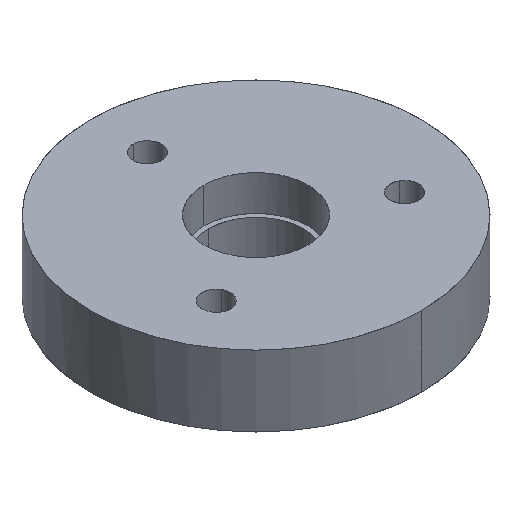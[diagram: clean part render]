
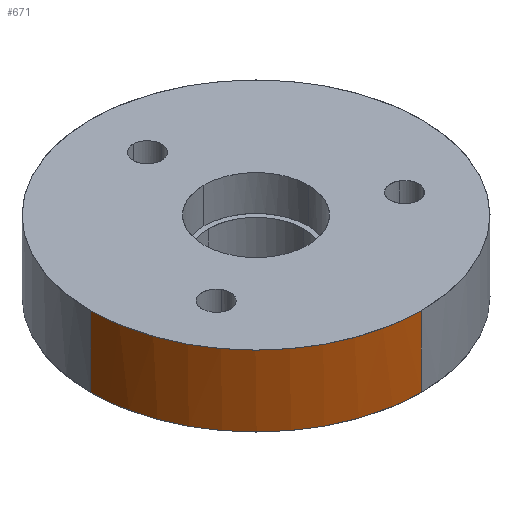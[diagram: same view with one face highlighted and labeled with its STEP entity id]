
A CAD part, isometric view. The second image highlights one B-rep face of the part: STEP entity #671.
In plain terms, the highlighted free-form (B-spline) face has degree [2, 1] with [3, 2] control points.
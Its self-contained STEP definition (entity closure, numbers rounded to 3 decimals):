
#632=(
BOUNDED_SURFACE()
B_SPLINE_SURFACE(2,1,((#633,#634),(#635,#636),(#637,#638)),.UNSPECIFIED.,.F.,.F.,.F.)
B_SPLINE_SURFACE_WITH_KNOTS((3,3),(2,2),(0.000,1.000),(0.000,1.000),.UNSPECIFIED.)
GEOMETRIC_REPRESENTATION_ITEM()
RATIONAL_B_SPLINE_SURFACE(((1.,1.),(0.707,0.707),(1.,1.)))
REPRESENTATION_ITEM('')
SURFACE()
);
#633=CARTESIAN_POINT('',(-35.,0.,0.));
#634=CARTESIAN_POINT('',(-35.,0.,15.));
#635=CARTESIAN_POINT('',(-35.,-35.,0.));
#636=CARTESIAN_POINT('',(-35.,-35.,15.));
#637=CARTESIAN_POINT('',(0.,-35.,0.));
#638=CARTESIAN_POINT('',(0.,-35.,15.));
#639=CARTESIAN_POINT('',(-35.,0.,0.));
#640=VERTEX_POINT('',#639);
#641=(
BOUNDED_CURVE()
B_SPLINE_CURVE(1,(#642,#643),.UNSPECIFIED.,.F.,.F.)
B_SPLINE_CURVE_WITH_KNOTS((2,2),(0.000,1.000),.UNSPECIFIED.)
CURVE()
GEOMETRIC_REPRESENTATION_ITEM()
RATIONAL_B_SPLINE_CURVE((1.,1.))
REPRESENTATION_ITEM('')
);
#642=CARTESIAN_POINT('',(-35.,0.,0.));
#643=CARTESIAN_POINT('',(-35.,0.,15.));
#644=CARTESIAN_POINT('',(-35.,0.,15.));
#645=VERTEX_POINT('',#644);
#646=EDGE_CURVE('',#640,#645,#641,.T.);
#647=ORIENTED_EDGE('',*,*,#646,.T.);
#648=(
BOUNDED_CURVE()
B_SPLINE_CURVE(2,(#649,#650,#651),.UNSPECIFIED.,.F.,.F.)
B_SPLINE_CURVE_WITH_KNOTS((3,3),(0.000,1.000),.UNSPECIFIED.)
CURVE()
GEOMETRIC_REPRESENTATION_ITEM()
RATIONAL_B_SPLINE_CURVE((1.,0.707,1.))
REPRESENTATION_ITEM('')
);
#649=CARTESIAN_POINT('',(-35.,0.,15.));
#650=CARTESIAN_POINT('',(-35.,-35.,15.));
#651=CARTESIAN_POINT('',(0.,-35.,15.));
#652=CARTESIAN_POINT('',(0.,-35.,15.));
#653=VERTEX_POINT('',#652);
#654=EDGE_CURVE('',#645,#653,#648,.T.);
#655=ORIENTED_EDGE('',*,*,#654,.T.);
#656=(
BOUNDED_CURVE()
B_SPLINE_CURVE(1,(#657,#658),.UNSPECIFIED.,.F.,.F.)
B_SPLINE_CURVE_WITH_KNOTS((2,2),(0.000,1.000),.UNSPECIFIED.)
CURVE()
GEOMETRIC_REPRESENTATION_ITEM()
RATIONAL_B_SPLINE_CURVE((1.,1.))
REPRESENTATION_ITEM('')
);
#657=CARTESIAN_POINT('',(0.,-35.,15.));
#658=CARTESIAN_POINT('',(0.,-35.,0.));
#659=CARTESIAN_POINT('',(0.,-35.,0.));
#660=VERTEX_POINT('',#659);
#661=EDGE_CURVE('',#653,#660,#656,.T.);
#662=ORIENTED_EDGE('',*,*,#661,.T.);
#663=(
BOUNDED_CURVE()
B_SPLINE_CURVE(2,(#664,#665,#666),.UNSPECIFIED.,.F.,.F.)
B_SPLINE_CURVE_WITH_KNOTS((3,3),(0.000,1.000),.UNSPECIFIED.)
CURVE()
GEOMETRIC_REPRESENTATION_ITEM()
RATIONAL_B_SPLINE_CURVE((1.,0.707,1.))
REPRESENTATION_ITEM('')
);
#664=CARTESIAN_POINT('',(0.,-35.,0.));
#665=CARTESIAN_POINT('',(-35.,-35.,0.));
#666=CARTESIAN_POINT('',(-35.,0.,0.));
#667=EDGE_CURVE('',#660,#640,#663,.T.);
#668=ORIENTED_EDGE('',*,*,#667,.T.);
#669=EDGE_LOOP('',(#647,#655,#662,#668));
#670=FACE_OUTER_BOUND('',#669,.T.);
#671=ADVANCED_FACE('',(#670),#632,.T.);
